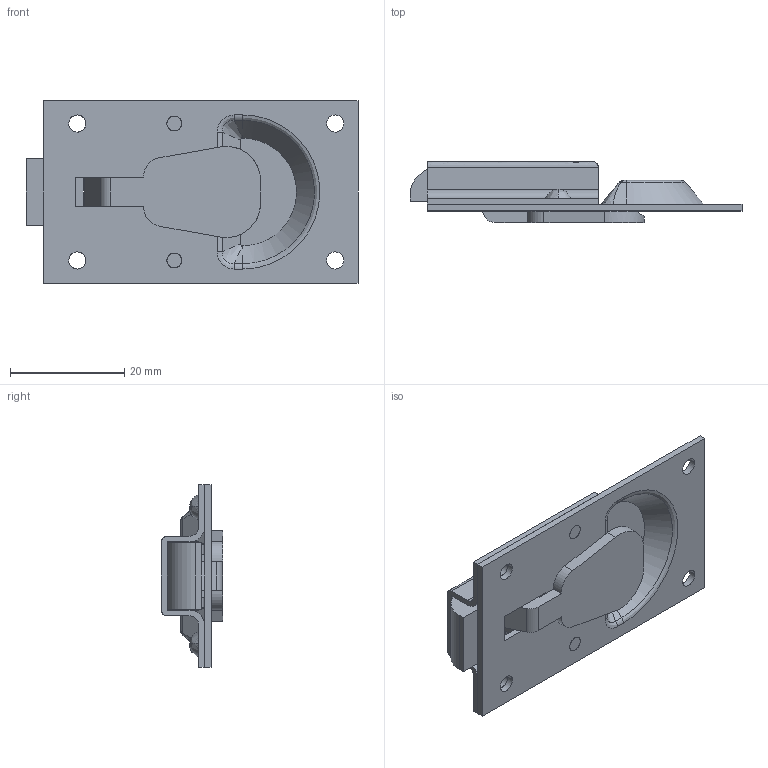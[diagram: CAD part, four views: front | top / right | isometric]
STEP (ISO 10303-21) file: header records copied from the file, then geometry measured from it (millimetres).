
FILE_DESCRIPTION((''),'2;1');
FILE_NAME('','2005-07-15T14:32:46',(''),(''),'','CADfix','');
FILE_SCHEMA(('AUTOMOTIVE_DESIGN'));
Length unit declared in the file: millimetre
Products named in the file (7): rivet; shaft; lever; latch; housing; base; TL_15D_18086_36
Assembly tree (7 placements, depth 2):
  TL_15D_18086_36
    rivet  x2
    shaft
    lever
    latch
    housing
    base
Bounding box: 58.2 x 10.7 x 32 mm (x, y, z)
Volume: 5021.4 mm3; surface area: 8646.5 mm2
Topology: 7 solids, 7 shells, 163 faces, 501 edges, 354 vertices
Faces by surface type: bspline 163
Entity records: 6220 total; most frequent: CARTESIAN_POINT 3322, ORIENTED_EDGE 960, EDGE_CURVE 480, VERTEX_POINT 342, QUASI_UNIFORM_CURVE 255, EDGE_LOOP 196, FACE_OUTER_BOUND 157, ADVANCED_FACE 157
